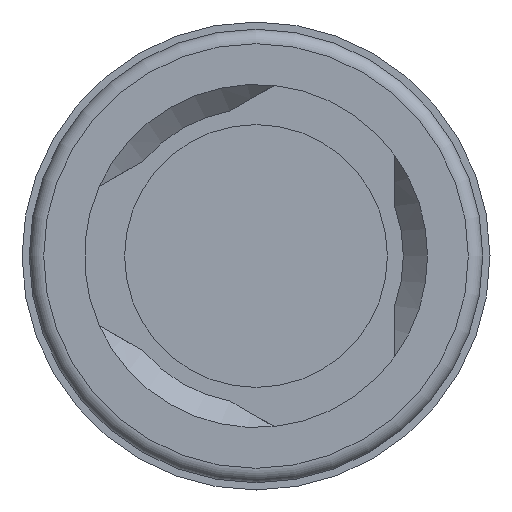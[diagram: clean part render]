
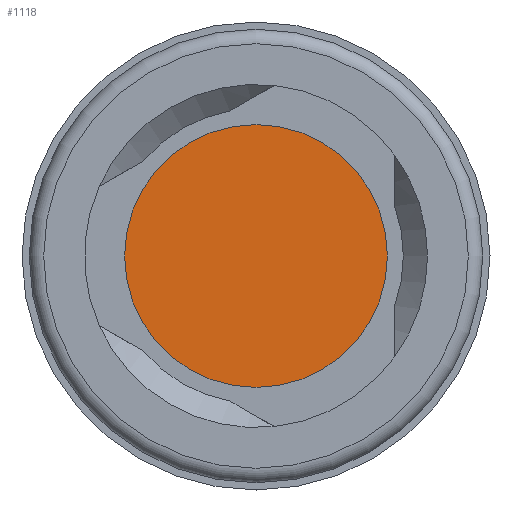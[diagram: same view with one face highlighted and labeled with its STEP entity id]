
A CAD part, left-side view. The second image highlights one B-rep face of the part: STEP entity #1118.
In plain terms, the highlighted planar face has unit normal (-1, 0, 0).
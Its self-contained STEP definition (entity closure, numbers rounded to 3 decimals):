
#200=PLANE('',#1202);
#263=FACE_OUTER_BOUND('',#344,.T.);
#344=EDGE_LOOP('',(#788));
#454=CIRCLE('',#1201,4.55);
#530=VERTEX_POINT('',#1715);
#635=EDGE_CURVE('',#530,#530,#454,.T.);
#788=ORIENTED_EDGE('',*,*,#635,.T.);
#1118=ADVANCED_FACE('',(#263),#200,.T.);
#1201=AXIS2_PLACEMENT_3D('',#1716,#1361,#1362);
#1202=AXIS2_PLACEMENT_3D('',#1717,#1363,#1364);
#1361=DIRECTION('center_axis',(-1.,0.,0.));
#1362=DIRECTION('ref_axis',(0.,-1.,0.));
#1363=DIRECTION('center_axis',(-1.,0.,0.));
#1364=DIRECTION('ref_axis',(0.,-1.,0.));
#1715=CARTESIAN_POINT('',(26.,-4.55,0.));
#1716=CARTESIAN_POINT('Origin',(26.,0.,0.));
#1717=CARTESIAN_POINT('Origin',(26.,0.,0.));
